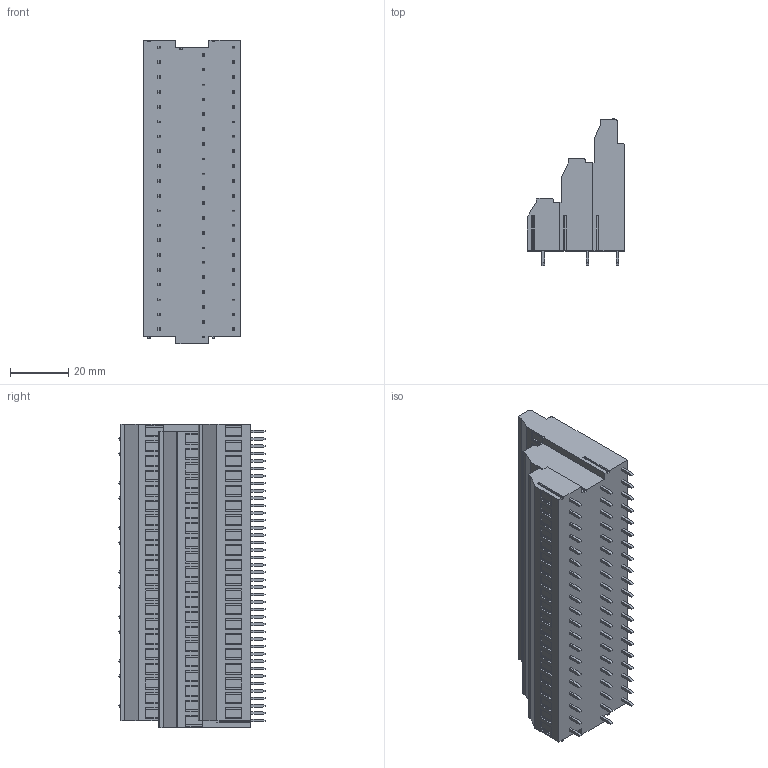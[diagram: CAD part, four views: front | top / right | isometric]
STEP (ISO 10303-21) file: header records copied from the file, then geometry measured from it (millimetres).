
FILE_DESCRIPTION((''),'2;1');
FILE_NAME('TL324VH3-XXP-XS','2025-01-10T09:19:17',('yanfa'),(''),'CREO PARAMETRIC BY PTC INC, 2018100','CREO PARAMETRIC BY PTC INC, 2018100','');
FILE_SCHEMA(('CONFIG_CONTROL_DESIGN','SHAPE_APPEARANCE_LAYERS_GROUPS'));
Products named in the file (1): TL324VH3-XXP-XS
Bounding box: 33.4 x 50.3 x 104.14 mm (x, y, z)
Volume: 95247.4 mm3; surface area: 25472.9 mm2
Topology: 1 solids, 77 shells, 2487 faces, 6455 edges, 4249 vertices
Faces by surface type: plane 2075, cylinder 266, torus 120, sphere 26
Entity records: 75699 total; most frequent: CARTESIAN_POINT 14490, ORIENTED_EDGE 12858, DIRECTION 12105, EDGE_CURVE 6429, VECTOR 5243, LINE 5243, VERTEX_POINT 4249, AXIS2_PLACEMENT_3D 3431
